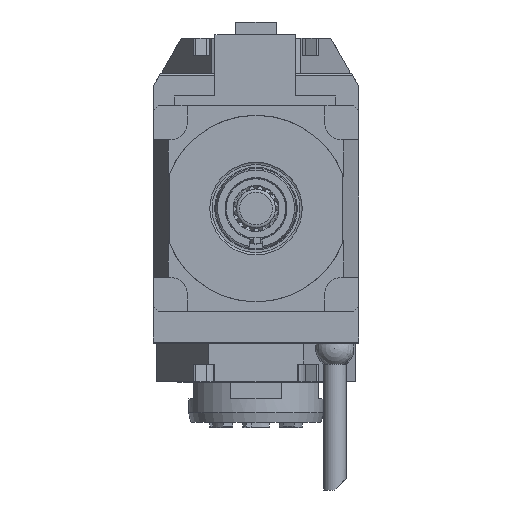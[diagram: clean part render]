
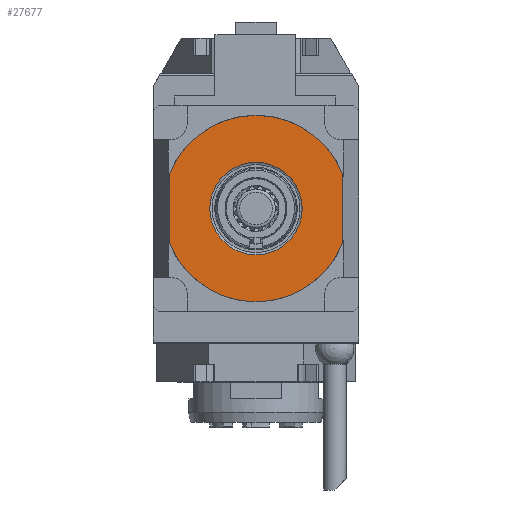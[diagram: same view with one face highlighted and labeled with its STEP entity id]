
A CAD part, front view. The second image highlights one B-rep face of the part: STEP entity #27677.
In plain terms, the highlighted planar face has unit normal (0, -1, 0).
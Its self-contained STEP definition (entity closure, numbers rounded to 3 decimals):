
#61 = CARTESIAN_POINT ( 'NONE',  ( 0., -75., 0. ) ) ;
#127 = EDGE_CURVE ( 'NONE', #14342, #20049, #1983, .T. ) ;
#296 = VECTOR ( 'NONE', #33672, 1000. ) ;
#890 = AXIS2_PLACEMENT_3D ( 'NONE', #11418, #33782, #22355 ) ;
#1983 = CIRCLE ( 'NONE', #12594, 29. ) ;
#3282 = FACE_OUTER_BOUND ( 'NONE', #6755, .T. ) ;
#5961 = CARTESIAN_POINT ( 'NONE',  ( 0., -75., 0. ) ) ;
#6341 = EDGE_CURVE ( 'NONE', #29322, #29322, #25756, .T. ) ;
#6476 = ORIENTED_EDGE ( 'NONE', *, *, #6341, .F. ) ;
#6755 = EDGE_LOOP ( 'NONE', ( #24489, #8502, #34107, #27401 ) ) ;
#8502 = ORIENTED_EDGE ( 'NONE', *, *, #127, .T. ) ;
#10400 = CARTESIAN_POINT ( 'NONE',  ( 27., -75., 32. ) ) ;
#10947 = AXIS2_PLACEMENT_3D ( 'NONE', #61, #11350, #22646 ) ;
#10985 = DIRECTION ( 'NONE',  ( 0., -1., 0. ) ) ;
#11350 = DIRECTION ( 'NONE',  ( 0., -1., 0. ) ) ;
#11418 = CARTESIAN_POINT ( 'NONE',  ( 0., -75., -29. ) ) ;
#12594 = AXIS2_PLACEMENT_3D ( 'NONE', #5961, #10985, #14475 ) ;
#14342 = VERTEX_POINT ( 'NONE', #29180 ) ;
#14475 = DIRECTION ( 'NONE',  ( 0., 0., -1. ) ) ;
#15812 = EDGE_CURVE ( 'NONE', #20049, #26353, #24395, .T. ) ;
#18369 = CARTESIAN_POINT ( 'NONE',  ( 0., -75., -14.369 ) ) ;
#20049 = VERTEX_POINT ( 'NONE', #20964 ) ;
#20786 = AXIS2_PLACEMENT_3D ( 'NONE', #21794, #24206, #26646 ) ;
#20964 = CARTESIAN_POINT ( 'NONE',  ( -27., -75., 10.583 ) ) ;
#21054 = EDGE_CURVE ( 'NONE', #14342, #32133, #36259, .T. ) ;
#21673 = CARTESIAN_POINT ( 'NONE',  ( -27., -75., -10.583 ) ) ;
#21794 = CARTESIAN_POINT ( 'NONE',  ( 0., -75., 0. ) ) ;
#21983 = CARTESIAN_POINT ( 'NONE',  ( -27., -75., 32. ) ) ;
#22355 = DIRECTION ( 'NONE',  ( 0., 0., -1. ) ) ;
#22539 = PLANE ( 'NONE',  #890 ) ;
#22646 = DIRECTION ( 'NONE',  ( 0., 0., -1. ) ) ;
#24206 = DIRECTION ( 'NONE',  ( 0., -1., 0. ) ) ;
#24395 = LINE ( 'NONE', #21983, #34367 ) ;
#24489 = ORIENTED_EDGE ( 'NONE', *, *, #21054, .F. ) ;
#24605 = EDGE_LOOP ( 'NONE', ( #6476 ) ) ;
#25756 = CIRCLE ( 'NONE', #10947, 14.369 ) ;
#26353 = VERTEX_POINT ( 'NONE', #21673 ) ;
#26646 = DIRECTION ( 'NONE',  ( 0., 0., -1. ) ) ;
#27401 = ORIENTED_EDGE ( 'NONE', *, *, #34776, .T. ) ;
#27677 = ADVANCED_FACE ( 'Defeature completata1_414', ( #3282, #36555 ), #22539, .T. ) ;
#29180 = CARTESIAN_POINT ( 'NONE',  ( 27., -75., 10.583 ) ) ;
#29322 = VERTEX_POINT ( 'NONE', #18369 ) ;
#31395 = CIRCLE ( 'NONE', #20786, 29. ) ;
#32133 = VERTEX_POINT ( 'NONE', #36332 ) ;
#33672 = DIRECTION ( 'NONE',  ( 0., 0., -1. ) ) ;
#33782 = DIRECTION ( 'NONE',  ( 0., -1., 0. ) ) ;
#34107 = ORIENTED_EDGE ( 'NONE', *, *, #15812, .T. ) ;
#34367 = VECTOR ( 'NONE', #35643, 1000. ) ;
#34776 = EDGE_CURVE ( 'NONE', #26353, #32133, #31395, .T. ) ;
#35643 = DIRECTION ( 'NONE',  ( 0., 0., -1. ) ) ;
#36259 = LINE ( 'NONE', #10400, #296 ) ;
#36332 = CARTESIAN_POINT ( 'NONE',  ( 27., -75., -10.583 ) ) ;
#36555 = FACE_BOUND ( 'NONE', #24605, .T. ) ;
